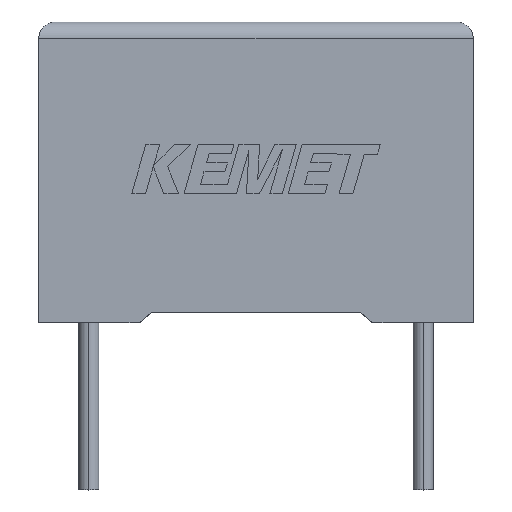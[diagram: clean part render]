
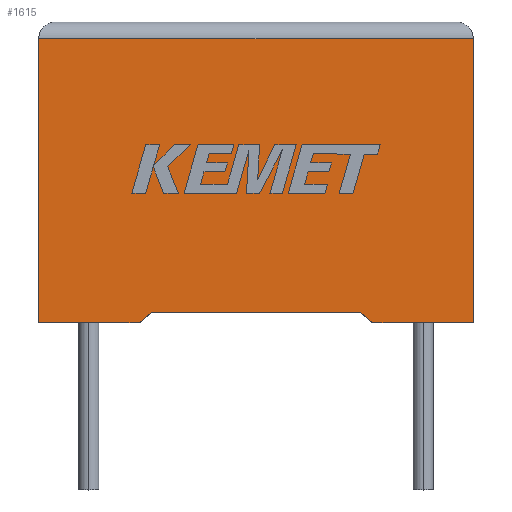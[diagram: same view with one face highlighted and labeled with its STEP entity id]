
A CAD part, top view. The second image highlights one B-rep face of the part: STEP entity #1615.
In plain terms, the highlighted planar face has unit normal (0, 0, 1).
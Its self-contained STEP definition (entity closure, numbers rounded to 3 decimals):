
#44 = DIRECTION ( 'NONE',  ( 1., 0., 0. ) ) ;
#86 = EDGE_LOOP ( 'NONE', ( #2353, #1884, #1135, #2556, #1020, #330, #567, #1716 ) ) ;
#95 = CARTESIAN_POINT ( 'NONE',  ( 13., 8.5, 4. ) ) ;
#128 = DIRECTION ( 'NONE',  ( -1., 0., 0. ) ) ;
#146 = VERTEX_POINT ( 'NONE', #2119 ) ;
#179 = CARTESIAN_POINT ( 'NONE',  ( 13., 0., 4. ) ) ;
#280 = CARTESIAN_POINT ( 'NONE',  ( 9.639, 0.31, 4. ) ) ;
#313 = VECTOR ( 'NONE', #984, 1000. ) ;
#330 = ORIENTED_EDGE ( 'NONE', *, *, #3009, .F. ) ;
#346 = CARTESIAN_POINT ( 'NONE',  ( 0., 0., 4. ) ) ;
#435 = LINE ( 'NONE', #1117, #1598 ) ;
#556 = DIRECTION ( 'NONE',  ( -0.758, -0.652, 0. ) ) ;
#561 = AXIS2_PLACEMENT_3D ( 'NONE', #1268, #2909, #128 ) ;
#567 = ORIENTED_EDGE ( 'NONE', *, *, #1040, .T. ) ;
#658 = DIRECTION ( 'NONE',  ( -1., 0., 0. ) ) ;
#659 = LINE ( 'NONE', #179, #2937 ) ;
#726 = LINE ( 'NONE', #1448, #1587 ) ;
#771 = VERTEX_POINT ( 'NONE', #1709 ) ;
#838 = LINE ( 'NONE', #1484, #2154 ) ;
#842 = LINE ( 'NONE', #1785, #1045 ) ;
#843 = VERTEX_POINT ( 'NONE', #1553 ) ;
#848 = EDGE_CURVE ( 'NONE', #2509, #146, #1057, .T. ) ;
#984 = DIRECTION ( 'NONE',  ( -1., 0., 0. ) ) ;
#1002 = PLANE ( 'NONE',  #561 ) ;
#1020 = ORIENTED_EDGE ( 'NONE', *, *, #1655, .F. ) ;
#1027 = EDGE_CURVE ( 'NONE', #1211, #1660, #659, .T. ) ;
#1040 = EDGE_CURVE ( 'NONE', #2720, #843, #435, .T. ) ;
#1045 = VECTOR ( 'NONE', #2287, 1000. ) ;
#1057 = LINE ( 'NONE', #346, #2352 ) ;
#1099 = VERTEX_POINT ( 'NONE', #2401 ) ;
#1101 = CARTESIAN_POINT ( 'NONE',  ( 0., 8.5, 4. ) ) ;
#1117 = CARTESIAN_POINT ( 'NONE',  ( 10., 0., 4. ) ) ;
#1135 = ORIENTED_EDGE ( 'NONE', *, *, #848, .T. ) ;
#1164 = DIRECTION ( 'NONE',  ( 0., 1., 0. ) ) ;
#1211 = VERTEX_POINT ( 'NONE', #2015 ) ;
#1268 = CARTESIAN_POINT ( 'NONE',  ( 0., 0., 4. ) ) ;
#1310 = DIRECTION ( 'NONE',  ( 0., -1., 0. ) ) ;
#1378 = DIRECTION ( 'NONE',  ( 0.758, -0.652, 0. ) ) ;
#1379 = EDGE_CURVE ( 'NONE', #146, #1099, #842, .T. ) ;
#1448 = CARTESIAN_POINT ( 'NONE',  ( 0., 0., 4. ) ) ;
#1470 = CARTESIAN_POINT ( 'NONE',  ( 6.5, 0.31, 4. ) ) ;
#1484 = CARTESIAN_POINT ( 'NONE',  ( 3., 0., 4. ) ) ;
#1553 = CARTESIAN_POINT ( 'NONE',  ( 10., 0., 4. ) ) ;
#1587 = VECTOR ( 'NONE', #44, 1000. ) ;
#1598 = VECTOR ( 'NONE', #1378, 1000. ) ;
#1615 = ADVANCED_FACE ( 'NONE', ( #2188 ), #1002, .F. ) ;
#1655 = EDGE_CURVE ( 'NONE', #771, #1099, #838, .T. ) ;
#1660 = VERTEX_POINT ( 'NONE', #95 ) ;
#1709 = CARTESIAN_POINT ( 'NONE',  ( 3.361, 0.31, 4. ) ) ;
#1716 = ORIENTED_EDGE ( 'NONE', *, *, #2382, .T. ) ;
#1785 = CARTESIAN_POINT ( 'NONE',  ( 0., 0., 4. ) ) ;
#1884 = ORIENTED_EDGE ( 'NONE', *, *, #2581, .T. ) ;
#2015 = CARTESIAN_POINT ( 'NONE',  ( 13., 0., 4. ) ) ;
#2119 = CARTESIAN_POINT ( 'NONE',  ( 0., 0., 4. ) ) ;
#2129 = LINE ( 'NONE', #1470, #313 ) ;
#2154 = VECTOR ( 'NONE', #556, 1000. ) ;
#2188 = FACE_OUTER_BOUND ( 'NONE', #86, .T. ) ;
#2287 = DIRECTION ( 'NONE',  ( 1., 0., 0. ) ) ;
#2352 = VECTOR ( 'NONE', #1310, 1000. ) ;
#2353 = ORIENTED_EDGE ( 'NONE', *, *, #1027, .T. ) ;
#2382 = EDGE_CURVE ( 'NONE', #843, #1211, #726, .T. ) ;
#2401 = CARTESIAN_POINT ( 'NONE',  ( 3., 0., 4. ) ) ;
#2444 = CARTESIAN_POINT ( 'NONE',  ( 0., 8.5, 4. ) ) ;
#2509 = VERTEX_POINT ( 'NONE', #2444 ) ;
#2556 = ORIENTED_EDGE ( 'NONE', *, *, #1379, .T. ) ;
#2581 = EDGE_CURVE ( 'NONE', #1660, #2509, #2764, .T. ) ;
#2720 = VERTEX_POINT ( 'NONE', #280 ) ;
#2764 = LINE ( 'NONE', #1101, #2779 ) ;
#2779 = VECTOR ( 'NONE', #658, 1000. ) ;
#2909 = DIRECTION ( 'NONE',  ( 0., 0., -1. ) ) ;
#2937 = VECTOR ( 'NONE', #1164, 1000. ) ;
#3009 = EDGE_CURVE ( 'NONE', #2720, #771, #2129, .T. ) ;
